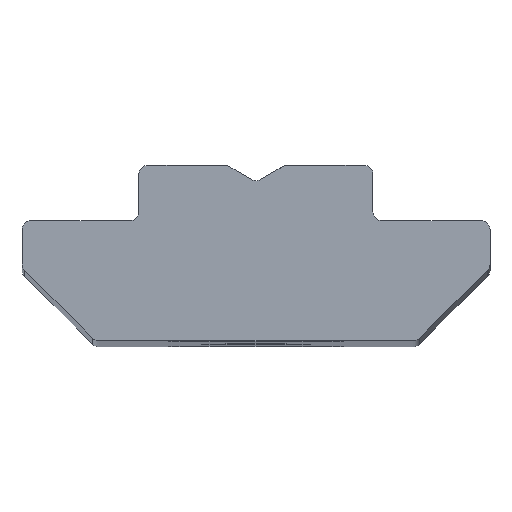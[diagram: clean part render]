
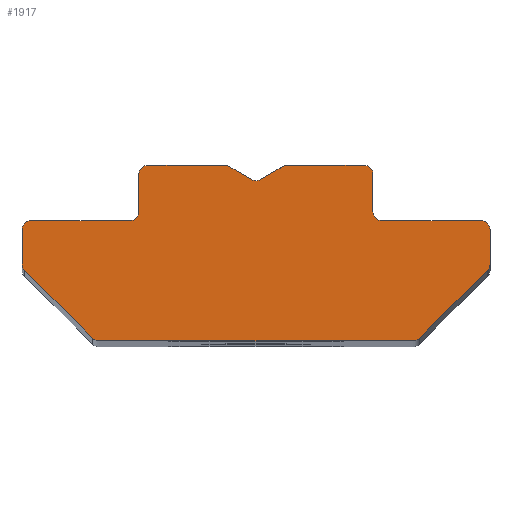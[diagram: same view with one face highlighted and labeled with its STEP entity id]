
A CAD part, top view. The second image highlights one B-rep face of the part: STEP entity #1917.
In plain terms, the highlighted planar face has unit normal (0, 0, 1).
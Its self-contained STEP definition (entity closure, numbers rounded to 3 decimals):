
#742=CARTESIAN_POINT('',(-7.7,-3.376,120.));
#743=DIRECTION('',(0.,0.,1.));
#744=DIRECTION('',(-1.,0.,0.));
#745=AXIS2_PLACEMENT_3D('',#742,#743,#744);
#750=DIRECTION('',(0.,-1.,0.));
#751=VECTOR('',#750,1.176);
#752=CARTESIAN_POINT('',(-8.,-2.2,120.));
#753=LINE('',#752,#751);
#757=CARTESIAN_POINT('',(-7.7,-2.2,120.));
#758=DIRECTION('',(0.,0.,1.));
#759=DIRECTION('',(0.,1.,0.));
#760=AXIS2_PLACEMENT_3D('',#757,#758,#759);
#765=DIRECTION('',(-1.,0.,0.));
#766=VECTOR('',#765,3.4);
#767=CARTESIAN_POINT('',(-4.3,-1.9,120.));
#768=LINE('',#767,#766);
#772=CARTESIAN_POINT('',(-4.3,-1.6,120.));
#773=DIRECTION('',(0.,0.,-1.));
#774=DIRECTION('',(1.,0.,0.));
#775=AXIS2_PLACEMENT_3D('',#772,#773,#774);
#780=DIRECTION('',(0.,-1.,0.));
#781=VECTOR('',#780,1.3);
#782=CARTESIAN_POINT('',(-4.,-0.3,120.));
#783=LINE('',#782,#781);
#787=CARTESIAN_POINT('',(-3.7,-0.3,120.));
#788=DIRECTION('',(0.,0.,1.));
#789=DIRECTION('',(0.,1.,0.));
#790=AXIS2_PLACEMENT_3D('',#787,#788,#789);
#795=DIRECTION('',(-1.,0.,0.));
#796=VECTOR('',#795,2.7);
#797=CARTESIAN_POINT('',(-1.,0.,120.));
#798=LINE('',#797,#796);
#802=DIRECTION('',(-0.866,0.5,0.));
#803=VECTOR('',#802,0.981);
#804=CARTESIAN_POINT('',(-0.15,-0.491,120.));
#805=LINE('',#804,#803);
#809=CARTESIAN_POINT('',(0.,-0.231,120.));
#810=DIRECTION('',(0.,0.,-1.));
#811=DIRECTION('',(0.5,-0.866,0.));
#812=AXIS2_PLACEMENT_3D('',#809,#810,#811);
#817=DIRECTION('',(-0.866,-0.5,0.));
#818=VECTOR('',#817,0.981);
#819=CARTESIAN_POINT('',(1.,0.,120.));
#820=LINE('',#819,#818);
#824=DIRECTION('',(-1.,0.,0.));
#825=VECTOR('',#824,2.7);
#826=CARTESIAN_POINT('',(3.7,0.,120.));
#827=LINE('',#826,#825);
#831=CARTESIAN_POINT('',(3.7,-0.3,120.));
#832=DIRECTION('',(0.,0.,1.));
#833=DIRECTION('',(1.,0.,0.));
#834=AXIS2_PLACEMENT_3D('',#831,#832,#833);
#839=DIRECTION('',(0.,1.,0.));
#840=VECTOR('',#839,1.3);
#841=CARTESIAN_POINT('',(4.,-1.6,120.));
#842=LINE('',#841,#840);
#846=CARTESIAN_POINT('',(4.3,-1.6,120.));
#847=DIRECTION('',(0.,0.,-1.));
#848=DIRECTION('',(0.,-1.,0.));
#849=AXIS2_PLACEMENT_3D('',#846,#847,#848);
#854=DIRECTION('',(-1.,0.,0.));
#855=VECTOR('',#854,3.4);
#856=CARTESIAN_POINT('',(7.7,-1.9,120.));
#857=LINE('',#856,#855);
#861=CARTESIAN_POINT('',(7.7,-2.2,120.));
#862=DIRECTION('',(0.,0.,1.));
#863=DIRECTION('',(1.,0.,0.));
#864=AXIS2_PLACEMENT_3D('',#861,#862,#863);
#869=DIRECTION('',(0.,1.,0.));
#870=VECTOR('',#869,1.176);
#871=CARTESIAN_POINT('',(8.,-3.376,120.));
#872=LINE('',#871,#870);
#876=CARTESIAN_POINT('',(7.7,-3.376,120.));
#877=DIRECTION('',(0.,0.,1.));
#878=DIRECTION('',(0.707,-0.707,0.));
#879=AXIS2_PLACEMENT_3D('',#876,#877,#878);
#884=DIRECTION('',(0.707,0.707,0.));
#885=VECTOR('',#884,3.287);
#886=CARTESIAN_POINT('',(5.588,-5.912,120.));
#887=LINE('',#886,#885);
#891=CARTESIAN_POINT('',(5.376,-5.7,120.));
#892=DIRECTION('',(0.,0.,1.));
#893=DIRECTION('',(0.,-1.,0.));
#894=AXIS2_PLACEMENT_3D('',#891,#892,#893);
#899=DIRECTION('',(1.,0.,0.));
#900=VECTOR('',#899,10.751);
#901=CARTESIAN_POINT('',(-5.376,-6.,120.));
#902=LINE('',#901,#900);
#906=CARTESIAN_POINT('',(-5.376,-5.7,120.));
#907=DIRECTION('',(0.,0.,1.));
#908=DIRECTION('',(-0.707,-0.707,0.));
#909=AXIS2_PLACEMENT_3D('',#906,#907,#908);
#914=DIRECTION('',(0.707,-0.707,0.));
#915=VECTOR('',#914,3.287);
#916=CARTESIAN_POINT('',(-7.912,-3.588,120.));
#917=LINE('',#916,#915);
#1472=CARTESIAN_POINT('',(-8.,-3.376,120.));
#1473=CARTESIAN_POINT('',(-7.912,-3.588,120.));
#1474=VERTEX_POINT('',#1472);
#1475=VERTEX_POINT('',#1473);
#1476=CARTESIAN_POINT('',(-5.588,-5.912,120.));
#1477=VERTEX_POINT('',#1476);
#1478=CARTESIAN_POINT('',(-5.376,-6.,120.));
#1479=VERTEX_POINT('',#1478);
#1480=CARTESIAN_POINT('',(5.376,-6.,120.));
#1481=VERTEX_POINT('',#1480);
#1482=CARTESIAN_POINT('',(5.588,-5.912,120.));
#1483=VERTEX_POINT('',#1482);
#1484=CARTESIAN_POINT('',(7.912,-3.588,120.));
#1485=VERTEX_POINT('',#1484);
#1486=CARTESIAN_POINT('',(8.,-3.376,120.));
#1487=VERTEX_POINT('',#1486);
#1488=CARTESIAN_POINT('',(8.,-2.2,120.));
#1489=VERTEX_POINT('',#1488);
#1490=CARTESIAN_POINT('',(7.7,-1.9,120.));
#1491=VERTEX_POINT('',#1490);
#1492=CARTESIAN_POINT('',(4.3,-1.9,120.));
#1493=VERTEX_POINT('',#1492);
#1494=CARTESIAN_POINT('',(4.,-1.6,120.));
#1495=VERTEX_POINT('',#1494);
#1496=CARTESIAN_POINT('',(4.,-0.3,120.));
#1497=VERTEX_POINT('',#1496);
#1498=CARTESIAN_POINT('',(3.7,0.,120.));
#1499=VERTEX_POINT('',#1498);
#1500=CARTESIAN_POINT('',(1.,0.,120.));
#1501=VERTEX_POINT('',#1500);
#1502=CARTESIAN_POINT('',(0.15,-0.491,120.));
#1503=VERTEX_POINT('',#1502);
#1504=CARTESIAN_POINT('',(-0.15,-0.491,120.));
#1505=VERTEX_POINT('',#1504);
#1506=CARTESIAN_POINT('',(-1.,0.,120.));
#1507=VERTEX_POINT('',#1506);
#1508=CARTESIAN_POINT('',(-3.7,0.,120.));
#1509=VERTEX_POINT('',#1508);
#1510=CARTESIAN_POINT('',(-4.,-0.3,120.));
#1511=VERTEX_POINT('',#1510);
#1512=CARTESIAN_POINT('',(-4.,-1.6,120.));
#1513=VERTEX_POINT('',#1512);
#1514=CARTESIAN_POINT('',(-4.3,-1.9,120.));
#1515=VERTEX_POINT('',#1514);
#1516=CARTESIAN_POINT('',(-7.7,-1.9,120.));
#1517=VERTEX_POINT('',#1516);
#1518=CARTESIAN_POINT('',(-8.,-2.2,120.));
#1519=VERTEX_POINT('',#1518);
#1873=CARTESIAN_POINT('',(0.,0.,120.));
#1874=DIRECTION('',(0.,0.,1.));
#1875=DIRECTION('',(1.,0.,0.));
#1876=AXIS2_PLACEMENT_3D('',#1873,#1874,#1875);
#1877=PLANE('',#1876);
#1878=ORIENTED_EDGE('',*,*,#1656,.F.);
#1879=ORIENTED_EDGE('',*,*,#1671,.F.);
#1880=ORIENTED_EDGE('',*,*,#1685,.F.);
#1881=ORIENTED_EDGE('',*,*,#1699,.F.);
#1882=ORIENTED_EDGE('',*,*,#1713,.F.);
#1883=ORIENTED_EDGE('',*,*,#1727,.F.);
#1884=ORIENTED_EDGE('',*,*,#1741,.F.);
#1885=ORIENTED_EDGE('',*,*,#1774,.F.);
#1887=ORIENTED_EDGE('',*,*,#1886,.F.);
#1889=ORIENTED_EDGE('',*,*,#1888,.F.);
#1891=ORIENTED_EDGE('',*,*,#1890,.F.);
#1893=ORIENTED_EDGE('',*,*,#1892,.F.);
#1895=ORIENTED_EDGE('',*,*,#1894,.F.);
#1897=ORIENTED_EDGE('',*,*,#1896,.F.);
#1899=ORIENTED_EDGE('',*,*,#1898,.F.);
#1901=ORIENTED_EDGE('',*,*,#1900,.F.);
#1903=ORIENTED_EDGE('',*,*,#1902,.F.);
#1905=ORIENTED_EDGE('',*,*,#1904,.F.);
#1907=ORIENTED_EDGE('',*,*,#1906,.F.);
#1909=ORIENTED_EDGE('',*,*,#1908,.F.);
#1911=ORIENTED_EDGE('',*,*,#1910,.F.);
#1912=ORIENTED_EDGE('',*,*,#1816,.F.);
#1913=ORIENTED_EDGE('',*,*,#1854,.F.);
#1914=ORIENTED_EDGE('',*,*,#1867,.F.);
#1915=EDGE_LOOP('',(#1878,#1879,#1880,#1881,#1882,#1883,#1884,#1885,#1887,#1889,
#1891,#1893,#1895,#1897,#1899,#1901,#1903,#1905,#1907,#1909,#1911,#1912,#1913,
#1914));
#1916=FACE_OUTER_BOUND('',#1915,.F.);
#746=CIRCLE('',#745,0.3);
#761=CIRCLE('',#760,0.3);
#776=CIRCLE('',#775,0.3);
#791=CIRCLE('',#790,0.3);
#813=CIRCLE('',#812,0.3);
#835=CIRCLE('',#834,0.3);
#850=CIRCLE('',#849,0.3);
#865=CIRCLE('',#864,0.3);
#880=CIRCLE('',#879,0.3);
#895=CIRCLE('',#894,0.3);
#910=CIRCLE('',#909,0.3);
#1656=EDGE_CURVE('',#1474,#1475,#746,.T.);
#1671=EDGE_CURVE('',#1519,#1474,#753,.T.);
#1685=EDGE_CURVE('',#1517,#1519,#761,.T.);
#1699=EDGE_CURVE('',#1515,#1517,#768,.T.);
#1713=EDGE_CURVE('',#1513,#1515,#776,.T.);
#1727=EDGE_CURVE('',#1511,#1513,#783,.T.);
#1741=EDGE_CURVE('',#1509,#1511,#791,.T.);
#1774=EDGE_CURVE('',#1507,#1509,#798,.T.);
#1816=EDGE_CURVE('',#1479,#1481,#902,.T.);
#1854=EDGE_CURVE('',#1477,#1479,#910,.T.);
#1867=EDGE_CURVE('',#1475,#1477,#917,.T.);
#1886=EDGE_CURVE('',#1505,#1507,#805,.T.);
#1888=EDGE_CURVE('',#1503,#1505,#813,.T.);
#1890=EDGE_CURVE('',#1501,#1503,#820,.T.);
#1892=EDGE_CURVE('',#1499,#1501,#827,.T.);
#1894=EDGE_CURVE('',#1497,#1499,#835,.T.);
#1896=EDGE_CURVE('',#1495,#1497,#842,.T.);
#1898=EDGE_CURVE('',#1493,#1495,#850,.T.);
#1900=EDGE_CURVE('',#1491,#1493,#857,.T.);
#1902=EDGE_CURVE('',#1489,#1491,#865,.T.);
#1904=EDGE_CURVE('',#1487,#1489,#872,.T.);
#1906=EDGE_CURVE('',#1485,#1487,#880,.T.);
#1908=EDGE_CURVE('',#1483,#1485,#887,.T.);
#1910=EDGE_CURVE('',#1481,#1483,#895,.T.);
#1917=ADVANCED_FACE('',(#1916),#1877,.T.);
